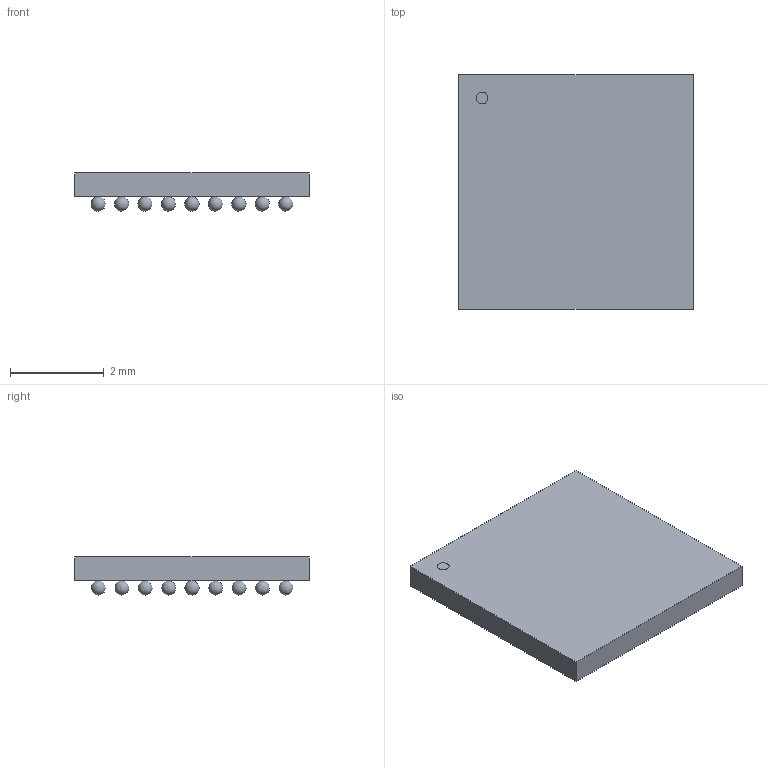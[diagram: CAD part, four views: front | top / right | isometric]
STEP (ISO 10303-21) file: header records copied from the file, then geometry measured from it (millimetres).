
FILE_DESCRIPTION(('STEP AP214'),'1');
FILE_NAME('CS81_MCH','2025-08-11T10:28:25',(''),(''),'','','');
FILE_SCHEMA(('AUTOMOTIVE_DESIGN'));
Length unit declared in the file: millimetre
Products named in the file (1): product
Bounding box: 5 x 5 x 0.82 mm (x, y, z)
Volume: 13.9 mm3; surface area: 84 mm2
Topology: 83 solids, 83 shells, 90 faces, 258 edges, 172 vertices
Faces by surface type: sphere 81, plane 8, cylinder 1
Full cylindrical faces by diameter (mm): 0.25 x1
Entity records: 1102 total; most frequent: DIRECTION 200, CARTESIAN_POINT 104, AXIS2_PLACEMENT_3D 94, STYLED_ITEM 90, ADVANCED_FACE 90, MANIFOLD_SOLID_BREP 83, CLOSED_SHELL 83, SPHERICAL_SURFACE 81
